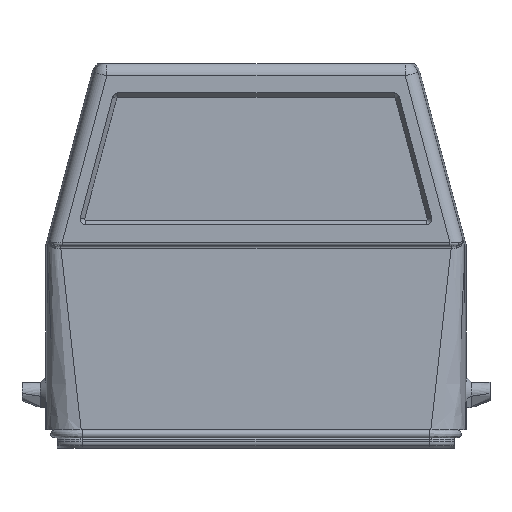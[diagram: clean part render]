
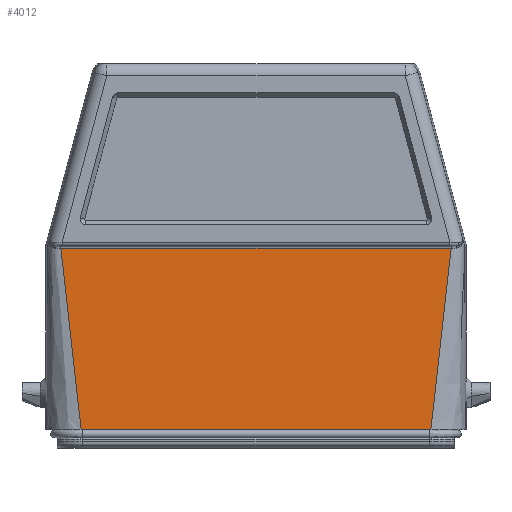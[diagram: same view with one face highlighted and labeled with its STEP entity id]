
A CAD part, front view. The second image highlights one B-rep face of the part: STEP entity #4012.
In plain terms, the highlighted planar face has unit normal (0, -1, 0).
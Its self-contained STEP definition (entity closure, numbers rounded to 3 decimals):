
#2583=PLANE('',#9505);
#2912=LINE('',#13460,#3494);
#2913=LINE('',#13490,#3495);
#2914=LINE('',#13493,#3496);
#2915=LINE('',#13494,#3497);
#3494=VECTOR('',#10293,1.);
#3495=VECTOR('',#10296,1.);
#3496=VECTOR('',#10297,1.);
#3497=VECTOR('',#10298,1.);
#4012=ADVANCED_FACE('',(#4462),#2583,.F.);
#4462=FACE_OUTER_BOUND('',#4825,.T.);
#4825=EDGE_LOOP('',(#5808,#5809,#5810,#5811));
#5808=ORIENTED_EDGE('',*,*,#8162,.F.);
#5809=ORIENTED_EDGE('',*,*,#8163,.F.);
#5810=ORIENTED_EDGE('',*,*,#8158,.F.);
#5811=ORIENTED_EDGE('',*,*,#8164,.F.);
#7456=VERTEX_POINT('',#13459);
#7457=VERTEX_POINT('',#13461);
#7459=VERTEX_POINT('',#13491);
#7460=VERTEX_POINT('',#13492);
#8158=EDGE_CURVE('',#7456,#7457,#2912,.T.);
#8162=EDGE_CURVE('',#7459,#7460,#2913,.T.);
#8163=EDGE_CURVE('',#7457,#7459,#2914,.T.);
#8164=EDGE_CURVE('',#7460,#7456,#2915,.T.);
#9505=AXIS2_PLACEMENT_3D('',#13495,#10299,#10300);
#10293=DIRECTION('',(-0.111,0.,-0.994));
#10296=DIRECTION('',(-0.111,0.,0.994));
#10297=DIRECTION('',(-1.,0.,0.));
#10298=DIRECTION('',(1.,0.,0.));
#10299=DIRECTION('',(0.,1.,0.));
#10300=DIRECTION('',(0.,0.,1.));
#13459=CARTESIAN_POINT('',(37.065,-15.25,20.5));
#13460=CARTESIAN_POINT('',(37.065,-15.25,20.5));
#13461=CARTESIAN_POINT('',(33.219,-15.25,-14.));
#13490=CARTESIAN_POINT('',(-33.219,-15.25,-14.));
#13491=CARTESIAN_POINT('',(-33.219,-15.25,-14.));
#13492=CARTESIAN_POINT('',(-37.065,-15.25,20.5));
#13493=CARTESIAN_POINT('',(33.219,-15.25,-14.));
#13494=CARTESIAN_POINT('',(-37.065,-15.25,20.5));
#13495=CARTESIAN_POINT('',(-40.551,-15.25,-14.875));
